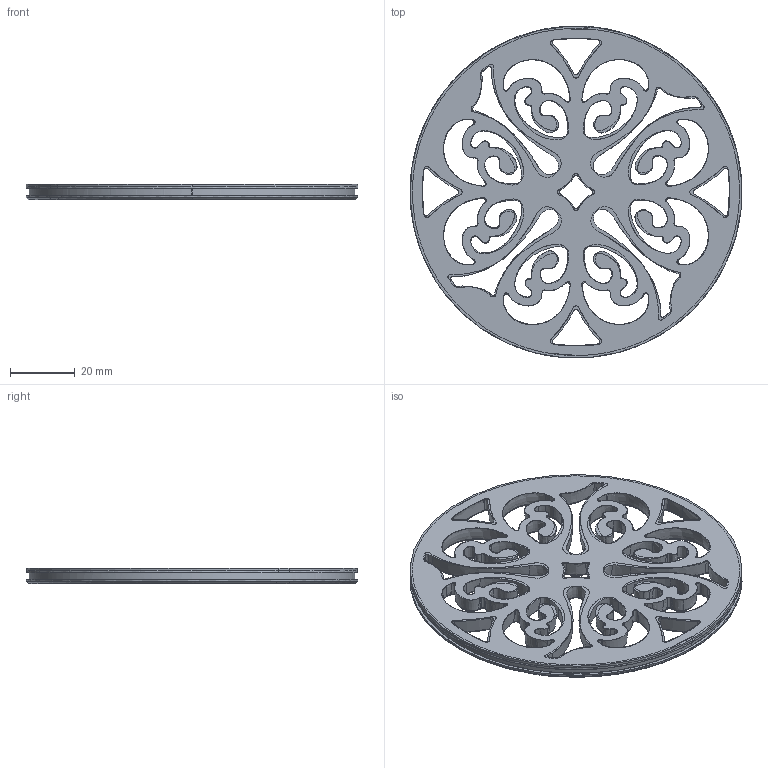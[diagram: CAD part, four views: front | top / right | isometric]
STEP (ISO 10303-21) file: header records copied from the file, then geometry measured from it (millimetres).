
FILE_DESCRIPTION((''),'2;1');
FILE_NAME('243-405_ASM','2019-09-25T13:52:07',('rsmith'),(''),'CREO PARAMETRIC BY PTC INC, 2018400','CREO PARAMETRIC BY PTC INC, 2018400','');
FILE_SCHEMA(('CONFIG_CONTROL_DESIGN'));
Products named in the file (2): 50999; 243-405_ASM
Assembly tree (1 placements, depth 2):
  243-405_ASM
    50999
Bounding box: 102.62 x 102.62 x 4.78 mm (x, y, z)
Volume: 22053.2 mm3; surface area: 58465.5 mm2
Topology: 1 solids, 37 shells, 1214 faces, 4503 edges, 3272 vertices
Faces by surface type: bspline 968, torus 103, cone 97, cylinder 34, plane 12
Entity records: 143593 total; most frequent: CARTESIAN_POINT 114786, ORIENTED_EDGE 6887, EDGE_CURVE 4503, VERTEX_POINT 3272, B_SPLINE_CURVE_WITH_KNOTS 3052, DIRECTION 2884, EDGE_LOOP 1370, FACE_OUTER_BOUND 1214
